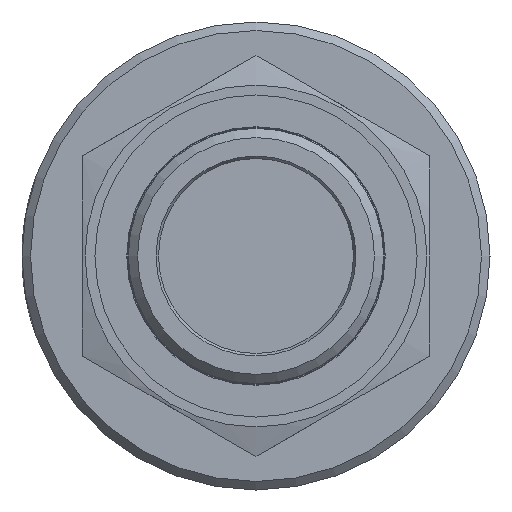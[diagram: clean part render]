
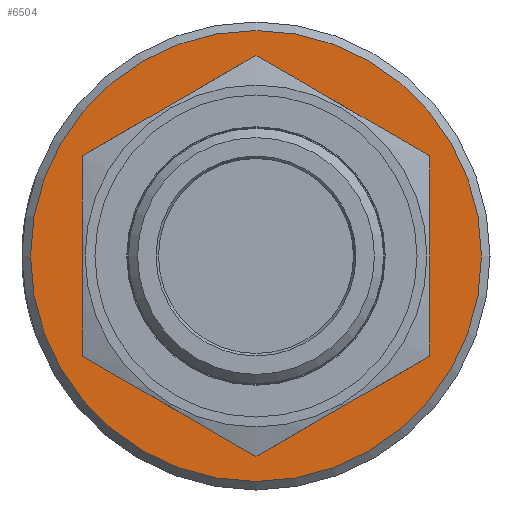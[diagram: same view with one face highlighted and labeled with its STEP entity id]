
A CAD part, left-side view. The second image highlights one B-rep face of the part: STEP entity #6504.
In plain terms, the highlighted planar face has unit normal (-1, 0, 0).
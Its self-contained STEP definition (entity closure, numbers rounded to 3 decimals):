
#104=FACE_BOUND('',#1798,.T.);
#1009=CIRCLE('',#6969,42.215);
#1013=CIRCLE('',#6975,27.271);
#1014=CIRCLE('',#6976,27.271);
#1378=FACE_OUTER_BOUND('',#1797,.T.);
#1797=EDGE_LOOP('',(#5929));
#1798=EDGE_LOOP('',(#5930,#5931));
#3149=VERTEX_POINT('',#50454);
#3153=VERTEX_POINT('',#50516);
#3154=VERTEX_POINT('',#50517);
#4083=EDGE_CURVE('',#3149,#3149,#1009,.T.);
#4089=EDGE_CURVE('',#3153,#3154,#1013,.T.);
#4090=EDGE_CURVE('',#3154,#3153,#1014,.T.);
#5929=ORIENTED_EDGE('',*,*,#4083,.F.);
#5930=ORIENTED_EDGE('',*,*,#4089,.T.);
#5931=ORIENTED_EDGE('',*,*,#4090,.T.);
#6155=PLANE('',#6974);
#6504=ADVANCED_FACE('',(#1378,#104),#6155,.T.);
#6969=AXIS2_PLACEMENT_3D('',#50456,#8185,#8186);
#6974=AXIS2_PLACEMENT_3D('',#50515,#8196,#8197);
#6975=AXIS2_PLACEMENT_3D('',#50518,#8198,#8199);
#6976=AXIS2_PLACEMENT_3D('',#50519,#8200,#8201);
#8185=DIRECTION('center_axis',(1.,0.,0.));
#8186=DIRECTION('ref_axis',(0.,-1.,0.));
#8196=DIRECTION('center_axis',(-1.,0.,0.));
#8197=DIRECTION('ref_axis',(0.,0.,1.));
#8198=DIRECTION('center_axis',(1.,0.,0.));
#8199=DIRECTION('ref_axis',(0.,1.,0.));
#8200=DIRECTION('center_axis',(1.,0.,0.));
#8201=DIRECTION('ref_axis',(0.,1.,0.));
#50454=CARTESIAN_POINT('',(0.,42.215,0.));
#50456=CARTESIAN_POINT('Origin',(0.,0.,0.));
#50515=CARTESIAN_POINT('Origin',(0.,35.543,
0.));
#50516=CARTESIAN_POINT('',(0.,27.271,0.));
#50517=CARTESIAN_POINT('',(0.,-27.271,0.));
#50518=CARTESIAN_POINT('Origin',(0.,0.,0.));
#50519=CARTESIAN_POINT('Origin',(0.,0.,0.));
